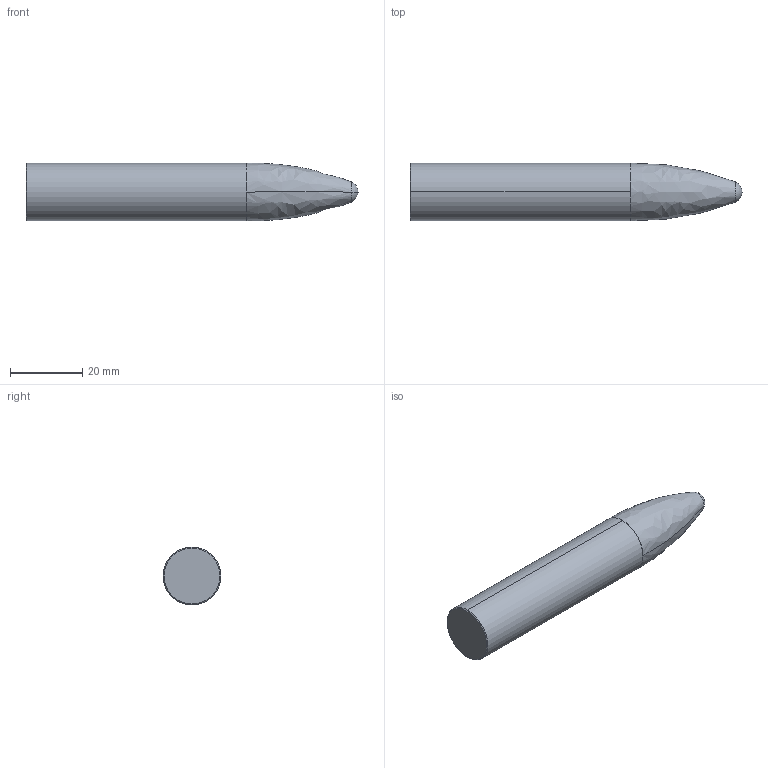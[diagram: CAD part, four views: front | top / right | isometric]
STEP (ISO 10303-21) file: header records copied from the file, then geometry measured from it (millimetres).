
FILE_DESCRIPTION((''),'2;1');
FILE_NAME('303-006-017_QU1_ASM','2018-01-11T',('piechottad'),(''),'CREO PARAMETRIC BY PTC INC, 2016380','CREO PARAMETRIC BY PTC INC, 2016380','');
FILE_SCHEMA(('AUTOMOTIVE_DESIGN { 1 0 10303 214 1 1 1 1 }'));
Length unit declared in the file: millimetre
Products named in the file (3): 52745160NC; 52745160C; 303-006-017_QU1_ASM
Assembly tree (2 placements, depth 2):
  303-006-017_QU1_ASM
    52745160NC
    52745160C
Bounding box: 92 x 16 x 16 mm (x, y, z)
Volume: 12263.2 mm3; surface area: 4885.2 mm2
Topology: 1 solids, 2 shells, 11 faces, 22 edges, 14 vertices
Faces by surface type: plane 3, cylinder 2, cone 2, sphere 2, bspline 2
Entity records: 1409 total; most frequent: CARTESIAN_POINT 142, DIRECTION 127, PROPERTY_DEFINITION 98, REPRESENTATION 96, PROPERTY_DEFINITION_REPRESENTATION 96, DESCRIPTIVE_REPRESENTATION_ITEM 70, GENERAL_PROPERTY 67, GENERAL_PROPERTY_ASSOCIATION 67
